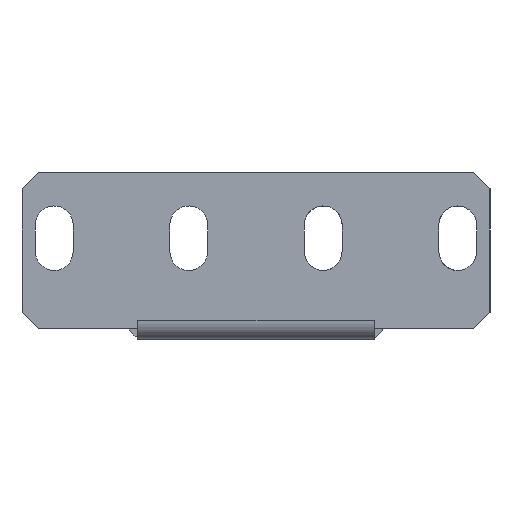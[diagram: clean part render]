
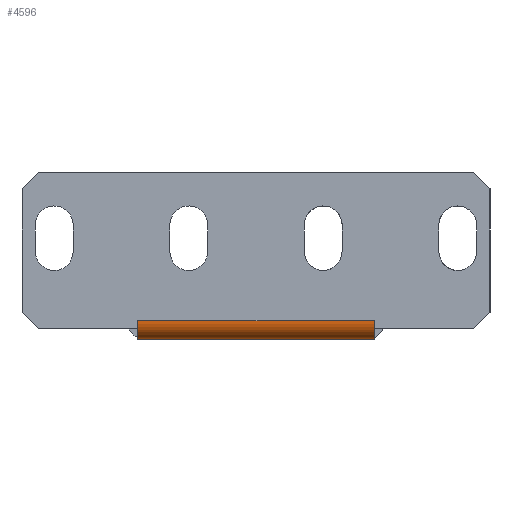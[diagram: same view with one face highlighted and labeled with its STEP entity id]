
A CAD part, left-side view. The second image highlights one B-rep face of the part: STEP entity #4596.
In plain terms, the highlighted cylindrical face has radius 3.5 mm (diameter 7 mm), a partial arc.
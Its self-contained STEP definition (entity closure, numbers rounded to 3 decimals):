
#182=CARTESIAN_POINT('Vertex',(-195.75,-22.,0.)) ;
#185=CARTESIAN_POINT('Line Origine',(-195.75,0.,0.)) ;
#189=CARTESIAN_POINT('Vertex',(-195.75,22.,0.)) ;
#4560=CARTESIAN_POINT('Axis2P3D Location',(-195.75,0.,3.5)) ;
#4566=CARTESIAN_POINT('Control Point',(-199.25,-22.,3.5)) ;
#4567=CARTESIAN_POINT('Control Point',(-199.25,-22.,2.401)) ;
#4568=CARTESIAN_POINT('Control Point',(-198.819,-22.,1.3)) ;
#4569=CARTESIAN_POINT('Control Point',(-197.951,-22.,0.431)) ;
#4570=CARTESIAN_POINT('Control Point',(-196.849,-22.,0.)) ;
#4571=CARTESIAN_POINT('Control Point',(-195.75,-22.,0.)) ;
#4572=CARTESIAN_POINT('Vertex',(-199.25,-22.,3.5)) ;
#4575=CARTESIAN_POINT('Line Origine',(-199.25,0.,3.5)) ;
#4579=CARTESIAN_POINT('Vertex',(-199.25,22.,3.5)) ;
#4583=CARTESIAN_POINT('Control Point',(-199.25,22.,3.5)) ;
#4584=CARTESIAN_POINT('Control Point',(-199.25,22.,2.401)) ;
#4585=CARTESIAN_POINT('Control Point',(-198.819,22.,1.3)) ;
#4586=CARTESIAN_POINT('Control Point',(-197.951,22.,0.431)) ;
#4587=CARTESIAN_POINT('Control Point',(-196.849,22.,0.)) ;
#4588=CARTESIAN_POINT('Control Point',(-195.75,22.,0.)) ;
#186=DIRECTION('Vector Direction',(0.,1.,0.)) ;
#4561=DIRECTION('Axis2P3D Direction',(0.,1.,0.)) ;
#4562=DIRECTION('Axis2P3D XDirection',(0.,0.,-1.)) ;
#4576=DIRECTION('Vector Direction',(0.,1.,0.)) ;
#4563=AXIS2_PLACEMENT_3D('Cylinder Axis2P3D',#4560,#4561,#4562) ;
#4591=ORIENTED_EDGE('',*,*,#191,.F.) ;
#4592=ORIENTED_EDGE('',*,*,#4574,.F.) ;
#4593=ORIENTED_EDGE('',*,*,#4581,.T.) ;
#4594=ORIENTED_EDGE('',*,*,#4589,.T.) ;
#187=VECTOR('Line Direction',#186,1.) ;
#4577=VECTOR('Line Direction',#4576,1.) ;
#4596=ADVANCED_FACE('PartBody',(#4595),#4564,.T.) ;
#4565=B_SPLINE_CURVE_WITH_KNOTS('',5,(#4566,#4567,#4568,#4569,#4570,#4571),.UNSPECIFIED.,.F.,.U.,(6,6),(0.,7.775),.UNSPECIFIED.) ;
#4582=B_SPLINE_CURVE_WITH_KNOTS('',5,(#4583,#4584,#4585,#4586,#4587,#4588),.UNSPECIFIED.,.F.,.U.,(6,6),(0.,7.775),.UNSPECIFIED.) ;
#4564=CYLINDRICAL_SURFACE('generated cylinder',#4563,3.5) ;
#191=EDGE_CURVE('',#183,#190,#188,.T.) ;
#4574=EDGE_CURVE('',#4573,#183,#4565,.T.) ;
#4581=EDGE_CURVE('',#4573,#4580,#4578,.T.) ;
#4589=EDGE_CURVE('',#4580,#190,#4582,.T.) ;
#4590=EDGE_LOOP('',(#4591,#4592,#4593,#4594)) ;
#4595=FACE_OUTER_BOUND('',#4590,.T.) ;
#188=LINE('Line',#185,#187) ;
#4578=LINE('Line',#4575,#4577) ;
#183=VERTEX_POINT('',#182) ;
#190=VERTEX_POINT('',#189) ;
#4573=VERTEX_POINT('',#4572) ;
#4580=VERTEX_POINT('',#4579) ;
